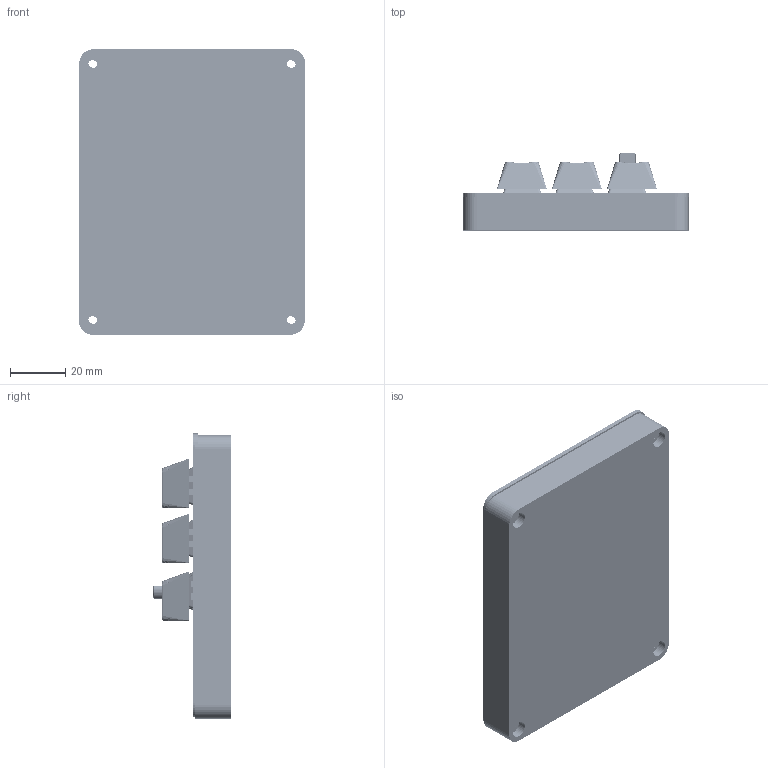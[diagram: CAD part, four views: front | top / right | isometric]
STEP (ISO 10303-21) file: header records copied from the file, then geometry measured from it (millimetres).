
FILE_DESCRIPTION(/* description */ (''),/* implementation_level */ '2;1');
FILE_NAME(/* name */ 'macropad.step',/* time_stamp */ '2025-08-16T23:03:57-07:00',/* author */ (''),/* organization */ (''),/* preprocessor_version */ 'ST-DEVELOPER v20.1',/* originating_system */ 'Autodesk Translation Framework v14.10.0.0',/* authorisation */ '');
FILE_SCHEMA (('AUTOMOTIVE_DESIGN { 1 0 10303 214 3 1 1 }'));
Products named in the file (11): full case; bottom case; macropad; top case final; macropad 1; æè½¬ç¼ç 
å¨; macropad_PCB; Kailh Polia; macropad 1.1.1; D_DO-35_SOD27_P7.62mm_Horizontal; r1_100
Assembly tree (32 placements, depth 4):
  full case
    bottom case
      macropad
    top case final
    r1_100  x9
    macropad 1
      Kailh Polia  x8
        macropad 1.1.1
      D_DO-35_SOD27_P7.62mm_Horizontal  x8
      æè½¬ç¼ç 
å¨
      macropad_PCB
Bounding box: 82.15 x 28.18 x 103.63 mm (x, y, z)
Volume: 93470.7 mm3; surface area: 91577.9 mm2
Topology: 74 solids, 74 shells, 14743 faces, 37691 edges, 23252 vertices
Faces by surface type: plane 6282, cylinder 4887, bspline 1996, torus 777, sphere 752, cone 49
Full cylindrical faces by diameter (mm): 0.5 x24, 0.8 x16, 0.889 x14, 1 x5, 1.2 x24, 1.5 x32, 1.7 x16, 1.95 x8, 2 x16, 2.02 x8, 2.1 x8, 2.6 x2, 3.2 x8, 3.4 x8, 3.5 x1, 3.85 x8, 4 x8, 4.05 x8, 5.717 x7, 6 x14, 6.6 x1, 6.8 x6
Entity records: 75524 total; most frequent: CARTESIAN_POINT 19038, ORIENTED_EDGE 11882, DIRECTION 11268, EDGE_CURVE 5941, LINE 3756, VECTOR 3756, AXIS2_PLACEMENT_3D 3756, VERTEX_POINT 3719
